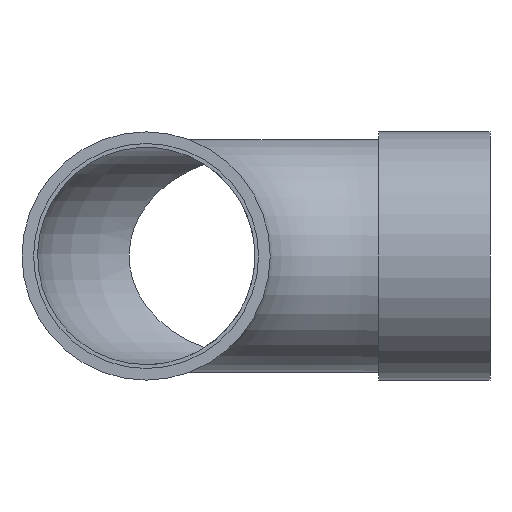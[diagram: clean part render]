
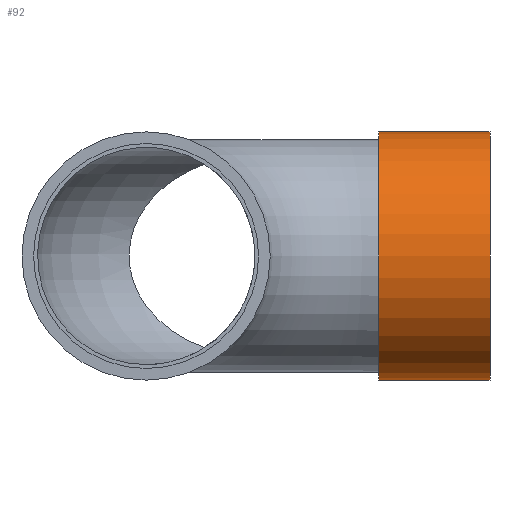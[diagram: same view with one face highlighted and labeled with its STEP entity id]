
A CAD part, left-side view. The second image highlights one B-rep face of the part: STEP entity #92.
In plain terms, the highlighted cylindrical face has radius 48 mm (diameter 96 mm), a full revolution.
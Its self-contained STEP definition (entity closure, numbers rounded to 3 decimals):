
#92 = ADVANCED_FACE( '', ( #191, #192 ), #193, .T. );
#191 = FACE_OUTER_BOUND( '', #297, .T. );
#192 = FACE_OUTER_BOUND( '', #298, .T. );
#193 = CYLINDRICAL_SURFACE( '', #299, 48. );
#297 = EDGE_LOOP( '', ( #417 ) );
#298 = EDGE_LOOP( '', ( #418 ) );
#299 = AXIS2_PLACEMENT_3D( '', #419, #420, #421 );
#417 = ORIENTED_EDGE( '', *, *, #528, .T. );
#418 = ORIENTED_EDGE( '', *, *, #526, .F. );
#419 = CARTESIAN_POINT( '', ( 0., 0., 0. ) );
#420 = DIRECTION( '', ( 0., 1., 0. ) );
#421 = DIRECTION( '', ( 0., 0., -1. ) );
#526 = EDGE_CURVE( '', #595, #595, #596, .T. );
#528 = EDGE_CURVE( '', #598, #598, #599, .T. );
#595 = VERTEX_POINT( '', #1279 );
#596 = CIRCLE( '', #1280, 48. );
#598 = VERTEX_POINT( '', #1282 );
#599 = CIRCLE( '', #1283, 48. );
#1279 = CARTESIAN_POINT( '', ( 0., 0., -48. ) );
#1280 = AXIS2_PLACEMENT_3D( '', #1442, #1443, #1444 );
#1282 = CARTESIAN_POINT( '', ( 0., 43., -48. ) );
#1283 = AXIS2_PLACEMENT_3D( '', #1445, #1446, #1447 );
#1442 = CARTESIAN_POINT( '', ( 0., 0., 0. ) );
#1443 = DIRECTION( '', ( 0., -1., 0. ) );
#1444 = DIRECTION( '', ( 0., 0., -1. ) );
#1445 = CARTESIAN_POINT( '', ( 0., 43., 0. ) );
#1446 = DIRECTION( '', ( 0., -1., 0. ) );
#1447 = DIRECTION( '', ( 0., 0., -1. ) );
